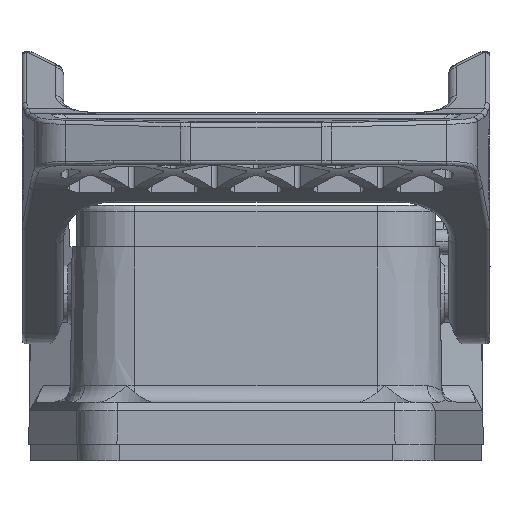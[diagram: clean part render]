
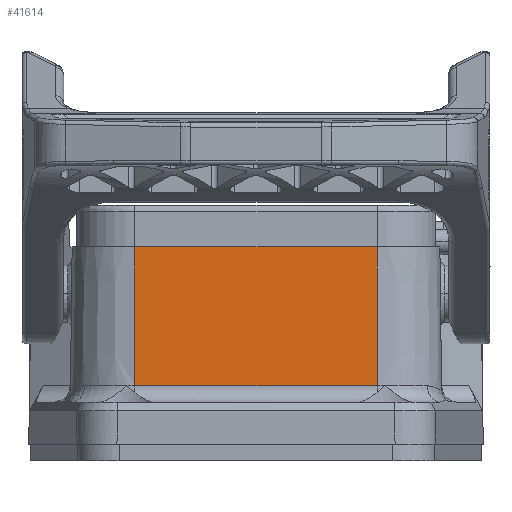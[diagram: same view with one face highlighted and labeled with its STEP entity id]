
A CAD part, front view. The second image highlights one B-rep face of the part: STEP entity #41614.
In plain terms, the highlighted planar face has unit normal (0, -1, 0.012).
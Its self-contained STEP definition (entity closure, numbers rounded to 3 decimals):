
#41594=AXIS2_PLACEMENT_3D('Plane Axis2P3D',#41591,#41592,#41593) ;
#38929=CARTESIAN_POINT('Vertex',(13.5,17.,25.6)) ;
#38932=CARTESIAN_POINT('Line Origine',(28.,17.,25.6)) ;
#38936=CARTESIAN_POINT('Vertex',(42.5,17.,25.6)) ;
#41574=CARTESIAN_POINT('Vertex',(13.5,16.797,8.976)) ;
#41577=CARTESIAN_POINT('Line Origine',(13.5,-30521.804,-2499485.175)) ;
#41591=CARTESIAN_POINT('Axis2P3D Location',(28.,17.,25.6)) ;
#41596=CARTESIAN_POINT('Line Origine',(28.,16.797,8.976)) ;
#41600=CARTESIAN_POINT('Vertex',(42.5,16.797,8.976)) ;
#41603=CARTESIAN_POINT('Line Origine',(42.5,16.898,17.288)) ;
#38933=DIRECTION('Vector Direction',(1.,0.,0.)) ;
#41578=DIRECTION('Vector Direction',(0.,-0.012,-1.)) ;
#41592=DIRECTION('Axis2P3D Direction',(0.,-1.,0.012)) ;
#41593=DIRECTION('Axis2P3D XDirection',(0.,0.012,1.)) ;
#41597=DIRECTION('Vector Direction',(-1.,0.,0.)) ;
#41604=DIRECTION('Vector Direction',(0.,-0.012,-1.)) ;
#38934=VECTOR('Line Direction',#38933,1.) ;
#41579=VECTOR('Line Direction',#41578,1.) ;
#41598=VECTOR('Line Direction',#41597,1.) ;
#41605=VECTOR('Line Direction',#41604,1.) ;
#41609=ORIENTED_EDGE('',*,*,#41602,.F.) ;
#41610=ORIENTED_EDGE('',*,*,#41607,.F.) ;
#41611=ORIENTED_EDGE('',*,*,#38938,.F.) ;
#41612=ORIENTED_EDGE('',*,*,#41581,.F.) ;
#41614=ADVANCED_FACE('HDC_10B_ABU_BP.1',(#41613),#41595,.T.) ;
#38938=EDGE_CURVE('',#38930,#38937,#38935,.T.) ;
#41581=EDGE_CURVE('',#41575,#38930,#41580,.F.) ;
#41602=EDGE_CURVE('',#41601,#41575,#41599,.T.) ;
#41607=EDGE_CURVE('',#38937,#41601,#41606,.T.) ;
#41608=EDGE_LOOP('',(#41609,#41610,#41611,#41612)) ;
#41613=FACE_OUTER_BOUND('',#41608,.T.) ;
#38935=LINE('Line',#38932,#38934) ;
#41580=LINE('Line',#41577,#41579) ;
#41599=LINE('Line',#41596,#41598) ;
#41606=LINE('Line',#41603,#41605) ;
#41595=PLANE('',#41594) ;
#38930=VERTEX_POINT('',#38929) ;
#38937=VERTEX_POINT('',#38936) ;
#41575=VERTEX_POINT('',#41574) ;
#41601=VERTEX_POINT('',#41600) ;
